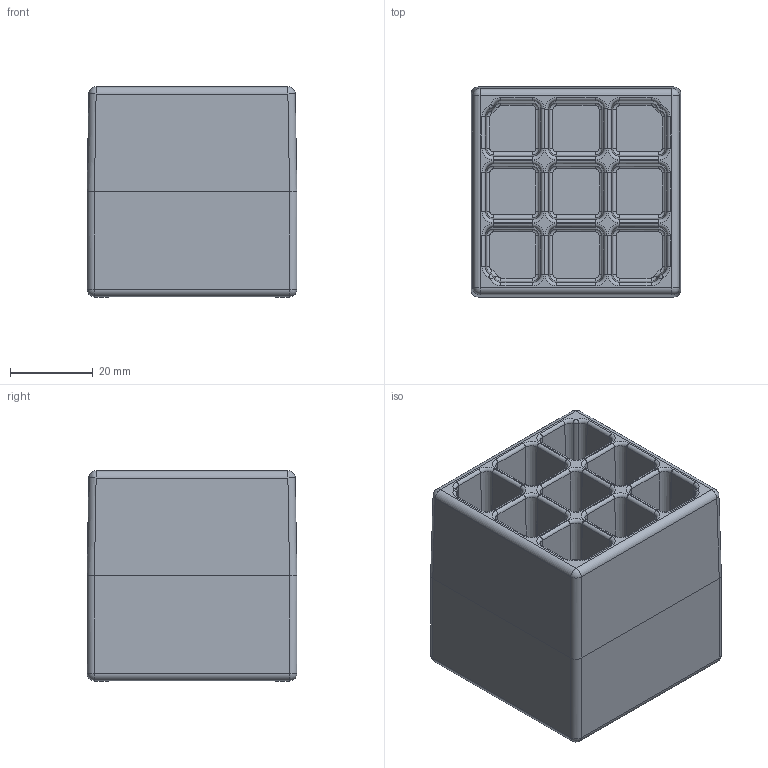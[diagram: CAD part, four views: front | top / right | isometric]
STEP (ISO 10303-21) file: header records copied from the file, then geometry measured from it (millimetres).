
FILE_DESCRIPTION (( 'STEP AP214' ), '1' );
FILE_NAME ('ftc-2013 2in Cube.STEP', '2015-06-08T15:08:49', ( '' ), ( '' ), 'SwSTEP 2.0', 'SolidWorks 2014', '' );
FILE_SCHEMA (( 'AUTOMOTIVE_DESIGN' ));
Length unit declared in the file: inch
Products named in the file (1): ftc-2013 2in Cube
Bounding box: 50.8 x 50.8 x 50.93 mm (x, y, z)
Volume: 62563.4 mm3; surface area: 34306.1 mm2
Topology: 1 solids, 1 shells, 578 faces, 1304 edges, 742 vertices
Faces by surface type: torus 194, cylinder 168, plane 108, cone 100, sphere 8
Entity records: 16616 total; most frequent: CARTESIAN_POINT 3437, DIRECTION 3070, ORIENTED_EDGE 2600, EDGE_CURVE 1300, AXIS2_PLACEMENT_3D 1291, VERTEX_POINT 742, CIRCLE 712, EDGE_LOOP 596
